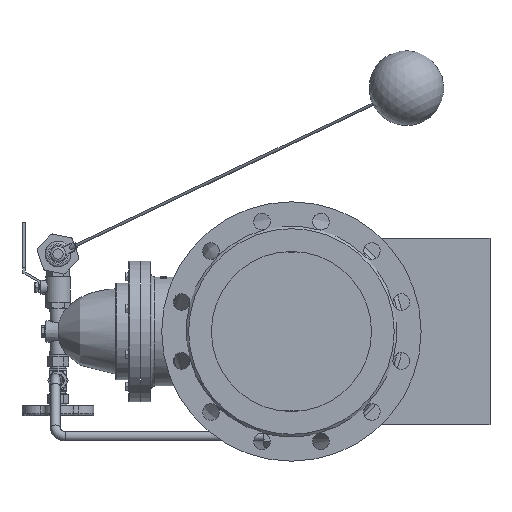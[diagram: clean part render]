
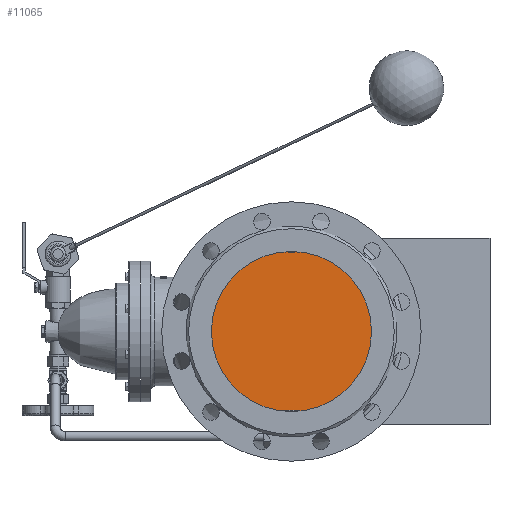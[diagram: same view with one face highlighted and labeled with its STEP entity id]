
A CAD part, left-side view. The second image highlights one B-rep face of the part: STEP entity #11065.
In plain terms, the highlighted planar face has unit normal (-1, 0, 0).
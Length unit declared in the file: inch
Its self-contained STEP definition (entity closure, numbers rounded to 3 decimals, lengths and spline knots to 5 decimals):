
#695=CIRCLE('',#11898,125.);
#2790=PLANE('',#12048);
#3157=FACE_OUTER_BOUND('',#3824,.T.);
#3824=EDGE_LOOP('',(#7708));
#4740=VERTEX_POINT('',#16668);
#5776=EDGE_CURVE('',#4740,#4740,#695,.T.);
#7708=ORIENTED_EDGE('',*,*,#5776,.F.);
#11065=ADVANCED_FACE('',(#3157),#2790,.T.);
#11898=AXIS2_PLACEMENT_3D('',#16669,#13197,#13198);
#12048=AXIS2_PLACEMENT_3D('',#17272,#13543,#13544);
#13197=DIRECTION('center_axis',(1.,0.,0.));
#13198=DIRECTION('ref_axis',(0.,-1.,0.));
#13543=DIRECTION('center_axis',(-1.,0.,0.));
#13544=DIRECTION('ref_axis',(0.,0.,-1.));
#16668=CARTESIAN_POINT('',(-127.73049,125.,0.));
#16669=CARTESIAN_POINT('Origin',(-127.73049,0.,0.));
#17272=CARTESIAN_POINT('Origin',(-127.73049,0.,145.33593));
